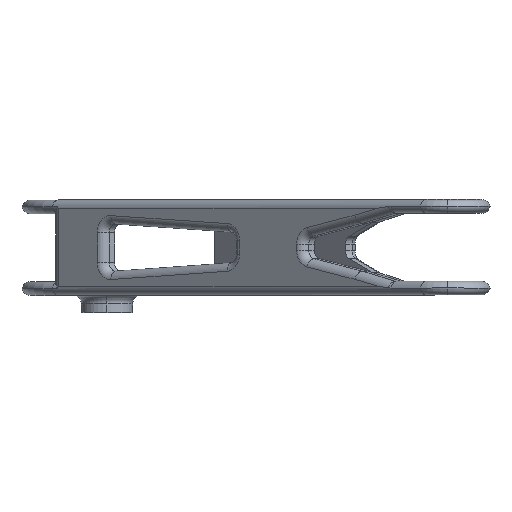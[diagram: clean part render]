
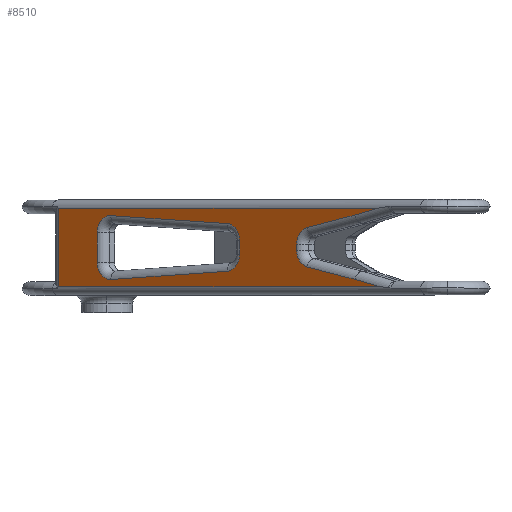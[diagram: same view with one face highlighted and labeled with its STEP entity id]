
A CAD part, top view. The second image highlights one B-rep face of the part: STEP entity #8510.
In plain terms, the highlighted planar face has unit normal (-0.642, 0, 0.767).
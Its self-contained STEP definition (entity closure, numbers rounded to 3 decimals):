
#70 = ORIENTED_EDGE ( 'NONE', *, *, #10500, .T. ) ;
#100 = DIRECTION ( 'NONE',  ( 0., 1., 0. ) ) ;
#321 = DIRECTION ( 'NONE',  ( 0.642, 0., -0.767 ) ) ;
#404 = CIRCLE ( 'NONE', #3148, 10. ) ;
#481 = EDGE_CURVE ( 'NONE', #5316, #7576, #10491, .T. ) ;
#517 = PLANE ( 'NONE',  #2658 ) ;
#580 = CARTESIAN_POINT ( 'NONE',  ( 70.155, 23.986, 123.922 ) ) ;
#598 = CARTESIAN_POINT ( 'NONE',  ( 145.676, 46.94, 187.133 ) ) ;
#648 = VECTOR ( 'NONE', #6923, 1000. ) ;
#669 = ORIENTED_EDGE ( 'NONE', *, *, #1578, .T. ) ;
#733 = DIRECTION ( 'NONE',  ( 0., 1., 0. ) ) ;
#880 = CARTESIAN_POINT ( 'NONE',  ( 70.565, 42., 124.265 ) ) ;
#979 = CARTESIAN_POINT ( 'NONE',  ( 70.155, 32.014, 123.922 ) ) ;
#1008 = CARTESIAN_POINT ( 'NONE',  ( -32.092, 51., 38.342 ) ) ;
#1023 = DIRECTION ( 'NONE',  ( -0.767, 0., -0.642 ) ) ;
#1050 = ORIENTED_EDGE ( 'NONE', *, *, #10449, .T. ) ;
#1074 = DIRECTION ( 'NONE',  ( 0.642, 0., -0.767 ) ) ;
#1086 = ORIENTED_EDGE ( 'NONE', *, *, #10400, .T. ) ;
#1189 = LINE ( 'NONE', #3589, #2693 ) ;
#1283 = CARTESIAN_POINT ( 'NONE',  ( 77.824, 8., 130.341 ) ) ;
#1336 = ORIENTED_EDGE ( 'NONE', *, *, #6756, .T. ) ;
#1454 = CARTESIAN_POINT ( 'NONE',  ( 77.824, 23.986, 130.341 ) ) ;
#1578 = EDGE_CURVE ( 'NONE', #7849, #6763, #8470, .T. ) ;
#1719 = CIRCLE ( 'NONE', #10087, 10. ) ;
#1720 = EDGE_LOOP ( 'NONE', ( #8844, #8530, #7233, #1050, #10249, #7179, #1086, #5173, #9590, #3345 ) ) ;
#1925 = VECTOR ( 'NONE', #10217, 1000. ) ;
#1936 = LINE ( 'NONE', #7552, #648 ) ;
#1958 = VERTEX_POINT ( 'NONE', #3315 ) ;
#1996 = DIRECTION ( 'NONE',  ( 0.767, 0., 0.642 ) ) ;
#2180 = DIRECTION ( 'NONE',  ( -0.767, 0., -0.642 ) ) ;
#2199 = CARTESIAN_POINT ( 'NONE',  ( 2.304, 46.762, 67.131 ) ) ;
#2336 = VERTEX_POINT ( 'NONE', #6467 ) ;
#2340 = CARTESIAN_POINT ( 'NONE',  ( -32.092, 8., 38.342 ) ) ;
#2435 = VECTOR ( 'NONE', #6819, 1000. ) ;
#2456 = AXIS2_PLACEMENT_3D ( 'NONE', #10180, #7673, #2911 ) ;
#2488 = VERTEX_POINT ( 'NONE', #3252 ) ;
#2658 = AXIS2_PLACEMENT_3D ( 'NONE', #2340, #7052, #2180 ) ;
#2678 = EDGE_CURVE ( 'NONE', #3697, #5316, #4583, .T. ) ;
#2693 = VECTOR ( 'NONE', #2741, 1000. ) ;
#2724 = CARTESIAN_POINT ( 'NONE',  ( 145.676, 9.06, 187.133 ) ) ;
#2741 = DIRECTION ( 'NONE',  ( -0.766, -0.053, -0.641 ) ) ;
#2813 = AXIS2_PLACEMENT_3D ( 'NONE', #979, #1074, #1023 ) ;
#2911 = DIRECTION ( 'NONE',  ( -0.767, 0., -0.642 ) ) ;
#2912 = EDGE_CURVE ( 'NONE', #1958, #8642, #8909, .T. ) ;
#3096 = CARTESIAN_POINT ( 'NONE',  ( 159.225, 51., 198.473 ) ) ;
#3132 = EDGE_CURVE ( 'NONE', #7665, #7849, #8954, .T. ) ;
#3148 = AXIS2_PLACEMENT_3D ( 'NONE', #8575, #9533, #5432 ) ;
#3252 = CARTESIAN_POINT ( 'NONE',  ( -5.774, 19.224, 60.37 ) ) ;
#3315 = CARTESIAN_POINT ( 'NONE',  ( 111.401, 29.802, 158.444 ) ) ;
#3345 = ORIENTED_EDGE ( 'NONE', *, *, #481, .T. ) ;
#3589 = CARTESIAN_POINT ( 'NONE',  ( -32.044, 6.842, 38.382 ) ) ;
#3640 = CARTESIAN_POINT ( 'NONE',  ( 119.069, 26.198, 164.863 ) ) ;
#3697 = VERTEX_POINT ( 'NONE', #2724 ) ;
#3722 = VERTEX_POINT ( 'NONE', #6200 ) ;
#3854 = CARTESIAN_POINT ( 'NONE',  ( 70.565, 14., 124.265 ) ) ;
#3869 = EDGE_CURVE ( 'NONE', #8965, #9336, #1719, .T. ) ;
#3884 = VERTEX_POINT ( 'NONE', #3096 ) ;
#3944 = FACE_OUTER_BOUND ( 'NONE', #1720, .T. ) ;
#4262 = CARTESIAN_POINT ( 'NONE',  ( 117.565, 16.392, 163.604 ) ) ;
#4276 = VERTEX_POINT ( 'NONE', #5602 ) ;
#4301 = AXIS2_PLACEMENT_3D ( 'NONE', #6113, #6054, #8513 ) ;
#4323 = VECTOR ( 'NONE', #8663, 1000. ) ;
#4397 = CARTESIAN_POINT ( 'NONE',  ( 111.401, 26.198, 158.444 ) ) ;
#4400 = CARTESIAN_POINT ( 'NONE',  ( -32.092, 5., 38.342 ) ) ;
#4555 = VECTOR ( 'NONE', #733, 1000. ) ;
#4567 = EDGE_CURVE ( 'NONE', #3722, #3697, #10121, .T. ) ;
#4583 = LINE ( 'NONE', #6538, #5494 ) ;
#4683 = VERTEX_POINT ( 'NONE', #8633 ) ;
#4874 = LINE ( 'NONE', #1008, #6719 ) ;
#4975 = CARTESIAN_POINT ( 'NONE',  ( 70.565, 42., 124.265 ) ) ;
#5069 = EDGE_CURVE ( 'NONE', #8642, #4276, #9621, .T. ) ;
#5173 = ORIENTED_EDGE ( 'NONE', *, *, #4567, .T. ) ;
#5245 = ORIENTED_EDGE ( 'NONE', *, *, #3869, .T. ) ;
#5302 = VECTOR ( 'NONE', #8309, 1000. ) ;
#5305 = DIRECTION ( 'NONE',  ( -0.767, 0., -0.642 ) ) ;
#5314 = EDGE_CURVE ( 'NONE', #3884, #6019, #4874, .T. ) ;
#5316 = VERTEX_POINT ( 'NONE', #4262 ) ;
#5321 = CARTESIAN_POINT ( 'NONE',  ( -22.998, 59.607, 45.954 ) ) ;
#5369 = VECTOR ( 'NONE', #10522, 1000. ) ;
#5432 = DIRECTION ( 'NONE',  ( -0.767, 0., -0.642 ) ) ;
#5494 = VECTOR ( 'NONE', #7156, 1000. ) ;
#5560 = DIRECTION ( 'NONE',  ( -0.767, 0., -0.642 ) ) ;
#5602 = CARTESIAN_POINT ( 'NONE',  ( 145.676, 46.94, 187.133 ) ) ;
#5606 = LINE ( 'NONE', #7113, #4555 ) ;
#5707 = CIRCLE ( 'NONE', #2456, 10. ) ;
#5738 = VECTOR ( 'NONE', #100, 1000. ) ;
#5801 = ORIENTED_EDGE ( 'NONE', *, *, #3132, .T. ) ;
#5914 = CARTESIAN_POINT ( 'NONE',  ( -28.258, 8., 41.551 ) ) ;
#6019 = VERTEX_POINT ( 'NONE', #8300 ) ;
#6054 = DIRECTION ( 'NONE',  ( 0.642, 0., -0.767 ) ) ;
#6113 = CARTESIAN_POINT ( 'NONE',  ( 119.069, 29.802, 164.863 ) ) ;
#6200 = CARTESIAN_POINT ( 'NONE',  ( 159.225, 5., 198.473 ) ) ;
#6361 = CARTESIAN_POINT ( 'NONE',  ( 77.824, 32.014, 130.341 ) ) ;
#6467 = CARTESIAN_POINT ( 'NONE',  ( 2.304, 9.238, 67.131 ) ) ;
#6479 = DIRECTION ( 'NONE',  ( -0.767, 0., -0.642 ) ) ;
#6538 = CARTESIAN_POINT ( 'NONE',  ( -25.098, 53.6, 44.196 ) ) ;
#6661 = CARTESIAN_POINT ( 'NONE',  ( 117.565, 39.608, 163.604 ) ) ;
#6719 = VECTOR ( 'NONE', #6479, 1000. ) ;
#6756 = EDGE_CURVE ( 'NONE', #6763, #8965, #10253, .T. ) ;
#6763 = VERTEX_POINT ( 'NONE', #6361 ) ;
#6814 = ORIENTED_EDGE ( 'NONE', *, *, #7117, .T. ) ;
#6816 = ORIENTED_EDGE ( 'NONE', *, *, #8703, .T. ) ;
#6819 = DIRECTION ( 'NONE',  ( -0.747, 0.224, -0.626 ) ) ;
#6826 = EDGE_LOOP ( 'NONE', ( #5801, #669, #1336, #5245, #70, #6814, #6816, #7703 ) ) ;
#6918 = AXIS2_PLACEMENT_3D ( 'NONE', #3640, #321, #5305 ) ;
#6923 = DIRECTION ( 'NONE',  ( 0.747, 0.224, 0.626 ) ) ;
#7011 = EDGE_CURVE ( 'NONE', #6019, #7836, #9964, .T. ) ;
#7052 = DIRECTION ( 'NONE',  ( 0.642, 0., -0.767 ) ) ;
#7113 = CARTESIAN_POINT ( 'NONE',  ( 111.401, 8., 158.444 ) ) ;
#7117 = EDGE_CURVE ( 'NONE', #2336, #2488, #404, .T. ) ;
#7156 = DIRECTION ( 'NONE',  ( -0.752, 0.196, -0.629 ) ) ;
#7167 = EDGE_CURVE ( 'NONE', #4683, #7665, #5707, .T. ) ;
#7179 = ORIENTED_EDGE ( 'NONE', *, *, #7011, .T. ) ;
#7233 = ORIENTED_EDGE ( 'NONE', *, *, #5069, .T. ) ;
#7552 = CARTESIAN_POINT ( 'NONE',  ( 165.051, 52.746, 203.35 ) ) ;
#7576 = VERTEX_POINT ( 'NONE', #4397 ) ;
#7612 = LINE ( 'NONE', #4400, #10548 ) ;
#7665 = VERTEX_POINT ( 'NONE', #2199 ) ;
#7673 = DIRECTION ( 'NONE',  ( 0.642, 0., -0.767 ) ) ;
#7703 = ORIENTED_EDGE ( 'NONE', *, *, #7167, .T. ) ;
#7836 = VERTEX_POINT ( 'NONE', #8228 ) ;
#7849 = VERTEX_POINT ( 'NONE', #4975 ) ;
#8228 = CARTESIAN_POINT ( 'NONE',  ( -28.258, 5., 41.551 ) ) ;
#8300 = CARTESIAN_POINT ( 'NONE',  ( -28.258, 51., 41.551 ) ) ;
#8309 = DIRECTION ( 'NONE',  ( 0.766, -0.053, 0.641 ) ) ;
#8470 = CIRCLE ( 'NONE', #2813, 10. ) ;
#8510 = ADVANCED_FACE ( 'NONE', ( #3944, #9660 ), #517, .F. ) ;
#8513 = DIRECTION ( 'NONE',  ( -0.767, 0., -0.642 ) ) ;
#8530 = ORIENTED_EDGE ( 'NONE', *, *, #2912, .T. ) ;
#8575 = CARTESIAN_POINT ( 'NONE',  ( 1.894, 19.224, 66.788 ) ) ;
#8633 = CARTESIAN_POINT ( 'NONE',  ( -5.774, 36.776, 60.37 ) ) ;
#8642 = VERTEX_POINT ( 'NONE', #6661 ) ;
#8663 = DIRECTION ( 'NONE',  ( 0., -1., 0. ) ) ;
#8703 = EDGE_CURVE ( 'NONE', #2488, #4683, #8902, .T. ) ;
#8844 = ORIENTED_EDGE ( 'NONE', *, *, #9746, .T. ) ;
#8902 = LINE ( 'NONE', #9819, #5738 ) ;
#8909 = CIRCLE ( 'NONE', #4301, 10. ) ;
#8954 = LINE ( 'NONE', #880, #5302 ) ;
#8965 = VERTEX_POINT ( 'NONE', #1454 ) ;
#9336 = VERTEX_POINT ( 'NONE', #3854 ) ;
#9509 = DIRECTION ( 'NONE',  ( 0.642, 0., -0.767 ) ) ;
#9533 = DIRECTION ( 'NONE',  ( 0.642, 0., -0.767 ) ) ;
#9590 = ORIENTED_EDGE ( 'NONE', *, *, #2678, .T. ) ;
#9621 = LINE ( 'NONE', #598, #1925 ) ;
#9660 = FACE_BOUND ( 'NONE', #6826, .T. ) ;
#9746 = EDGE_CURVE ( 'NONE', #7576, #1958, #5606, .T. ) ;
#9819 = CARTESIAN_POINT ( 'NONE',  ( -5.774, 8., 60.37 ) ) ;
#9964 = LINE ( 'NONE', #5914, #5369 ) ;
#10087 = AXIS2_PLACEMENT_3D ( 'NONE', #580, #9509, #5560 ) ;
#10121 = LINE ( 'NONE', #5321, #2435 ) ;
#10180 = CARTESIAN_POINT ( 'NONE',  ( 1.894, 36.776, 66.788 ) ) ;
#10217 = DIRECTION ( 'NONE',  ( 0.752, 0.196, 0.629 ) ) ;
#10249 = ORIENTED_EDGE ( 'NONE', *, *, #5314, .T. ) ;
#10253 = LINE ( 'NONE', #1283, #4323 ) ;
#10400 = EDGE_CURVE ( 'NONE', #7836, #3722, #7612, .T. ) ;
#10449 = EDGE_CURVE ( 'NONE', #4276, #3884, #1936, .T. ) ;
#10491 = CIRCLE ( 'NONE', #6918, 10. ) ;
#10500 = EDGE_CURVE ( 'NONE', #9336, #2336, #1189, .T. ) ;
#10522 = DIRECTION ( 'NONE',  ( 0., -1., 0. ) ) ;
#10548 = VECTOR ( 'NONE', #1996, 1000. ) ;
